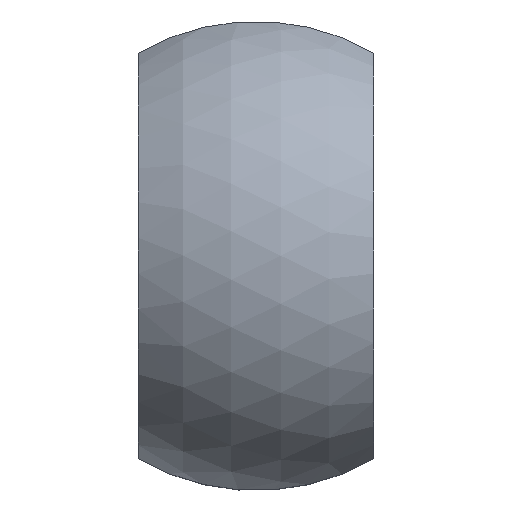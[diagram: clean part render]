
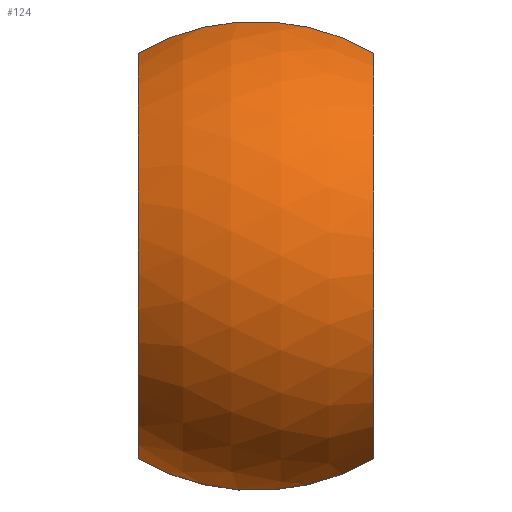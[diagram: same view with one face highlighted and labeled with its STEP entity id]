
A CAD part, top view. The second image highlights one B-rep face of the part: STEP entity #124.
In plain terms, the highlighted spherical face has radius 10.3 mm.
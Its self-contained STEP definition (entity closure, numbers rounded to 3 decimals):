
#1=CARTESIAN_POINT('',(0.,0.,2.662));
#2=DIRECTION('',(0.,0.,1.));
#3=DIRECTION('',(-0.503,-0.865,0.));
#4=AXIS2_PLACEMENT_3D('',#1,#2,#3);
#6=CARTESIAN_POINT('',(-5.,0.,0.));
#7=DIRECTION('',(1.,0.,0.));
#8=DIRECTION('',(0.,0.955,0.296));
#9=AXIS2_PLACEMENT_3D('',#6,#7,#8);
#11=CARTESIAN_POINT('',(0.,0.,2.662));
#12=DIRECTION('',(0.,0.,1.));
#13=DIRECTION('',(0.503,0.865,0.));
#14=AXIS2_PLACEMENT_3D('',#11,#12,#13);
#16=CARTESIAN_POINT('',(5.,0.,0.));
#17=DIRECTION('',(1.,0.,0.));
#18=DIRECTION('',(0.,0.955,0.296));
#19=AXIS2_PLACEMENT_3D('',#16,#17,#18);
#93=CARTESIAN_POINT('',(-5.,-8.602,2.662));
#94=CARTESIAN_POINT('',(5.,-8.602,2.662));
#95=VERTEX_POINT('',#93);
#96=VERTEX_POINT('',#94);
#97=CARTESIAN_POINT('',(5.,8.602,2.662));
#98=CARTESIAN_POINT('',(-5.,8.602,2.662));
#99=VERTEX_POINT('',#97);
#100=VERTEX_POINT('',#98);
#109=CARTESIAN_POINT('',(0.,0.,0.));
#110=DIRECTION('',(1.,0.,0.));
#111=DIRECTION('',(0.,-1.,0.));
#112=AXIS2_PLACEMENT_3D('',#109,#110,#111);
#113=SPHERICAL_SURFACE('',#112,10.3);
#115=ORIENTED_EDGE('',*,*,#114,.F.);
#117=ORIENTED_EDGE('',*,*,#116,.F.);
#119=ORIENTED_EDGE('',*,*,#118,.F.);
#121=ORIENTED_EDGE('',*,*,#120,.T.);
#122=EDGE_LOOP('',(#115,#117,#119,#121));
#123=FACE_OUTER_BOUND('',#122,.F.);
#124=ADVANCED_FACE('',(#123),#113,.T.);
#5=CIRCLE('',#4,9.95);
#10=CIRCLE('',#9,9.005);
#15=CIRCLE('',#14,9.95);
#20=CIRCLE('',#19,9.005);
#114=EDGE_CURVE('',#95,#96,#5,.T.);
#116=EDGE_CURVE('',#100,#95,#10,.T.);
#118=EDGE_CURVE('',#99,#100,#15,.T.);
#120=EDGE_CURVE('',#99,#96,#20,.T.);
